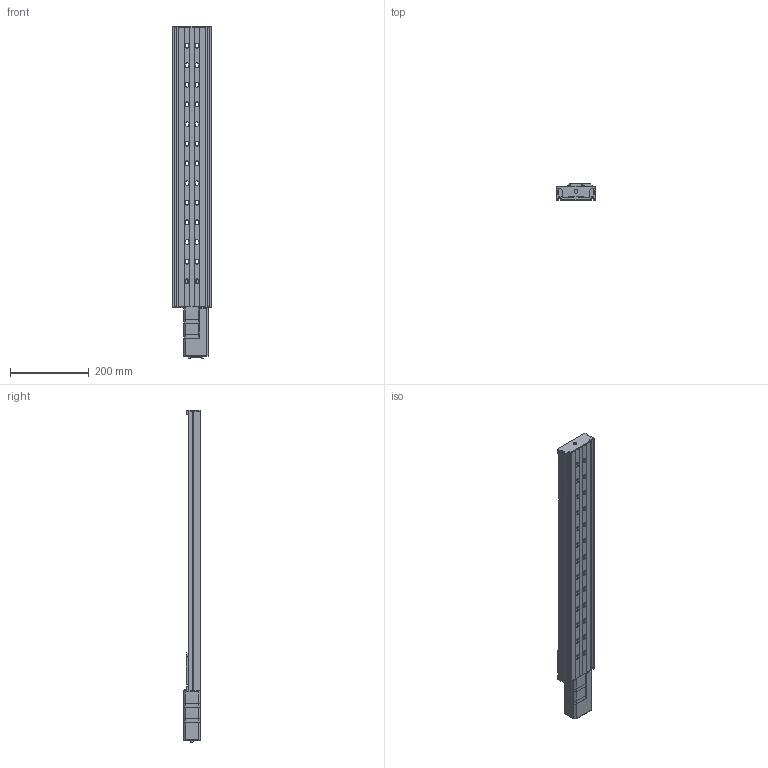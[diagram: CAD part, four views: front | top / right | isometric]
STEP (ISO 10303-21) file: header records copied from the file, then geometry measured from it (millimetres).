
FILE_DESCRIPTION (( 'STEP AP203' ), '1' );
FILE_NAME ('LRQ600xL-E01T3A.step', '2023-05-17T23:45:39', ( '' ), ( '' ), 'SwSTEP 2.0', 'SolidWorks 2019', '' );
FILE_SCHEMA (( 'CONFIG_CONTROL_DESIGN' ));
Length unit declared in the file: millimetre
Products named in the file (4): LRQ_base^LRQ_LRQ600L; LRQ_carriage^LRQ_LRQ; LRQ600xL-E01T3A; NMS17_motor^LRQ_LRQ-T3A
Assembly tree (3 placements, depth 2):
  LRQ600xL-E01T3A
    LRQ_base^LRQ_LRQ600L
    LRQ_carriage^LRQ_LRQ
    NMS17_motor^LRQ_LRQ-T3A
Bounding box: 100 x 42.5 x 845.01 mm (x, y, z)
Volume: 1320272.3 mm3; surface area: 480829.7 mm2
Topology: 34 solids, 34 shells, 1025 faces, 2613 edges, 1731 vertices
Faces by surface type: plane 620, cylinder 371, cone 26, torus 8
Entity records: 31824 total; most frequent: CARTESIAN_POINT 5691, DIRECTION 5432, ORIENTED_EDGE 5210, EDGE_CURVE 2605, AXIS2_PLACEMENT_3D 1836, VECTOR 1760, LINE 1760, VERTEX_POINT 1731
